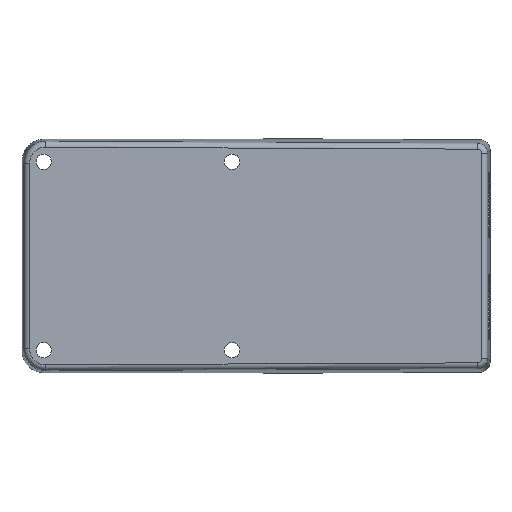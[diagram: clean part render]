
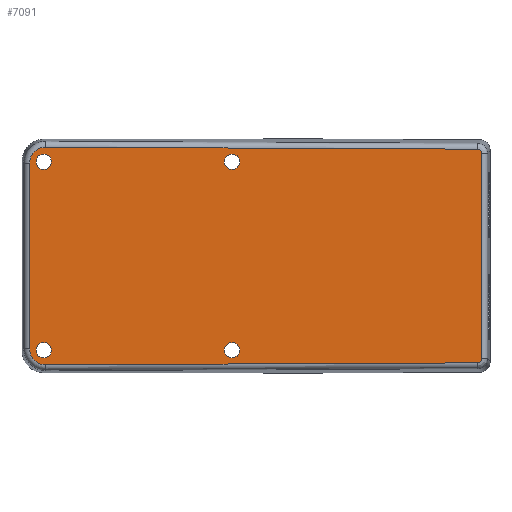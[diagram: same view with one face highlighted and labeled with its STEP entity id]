
A CAD part, front view. The second image highlights one B-rep face of the part: STEP entity #7091.
In plain terms, the highlighted planar face has unit normal (0, -1, 0).
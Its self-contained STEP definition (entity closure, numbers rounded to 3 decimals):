
#597=DIRECTION('',(0.,0.,-1.));
#598=VECTOR('',#597,64.128);
#599=CARTESIAN_POINT('',(-37.35,0.,32.064));
#600=LINE('',#599,#598);
#1890=DIRECTION('',(0.,0.,1.));
#1891=VECTOR('',#1890,70.748);
#1892=CARTESIAN_POINT('',(118.672,0.,
-35.374));
#1893=LINE('',#1892,#1891);
#1897=CARTESIAN_POINT('',(117.172,0.,
-35.374));
#1898=DIRECTION('',(0.,1.,0.));
#1899=DIRECTION('',(1.,0.,0.));
#1900=AXIS2_PLACEMENT_3D('',#1897,#1898,#1899);
#1905=DIRECTION('',(-1.,0.,-0.005));
#1906=VECTOR('',#1905,149.007);
#1907=CARTESIAN_POINT('',(117.179,0.,
-36.874));
#1908=LINE('',#1907,#1906);
#1912=CARTESIAN_POINT('',(-31.852,0.,
-32.065));
#1913=DIRECTION('',(0.,1.,0.));
#1914=DIRECTION('',(0.005,0.,-1.));
#1915=AXIS2_PLACEMENT_3D('',#1912,#1913,#1914);
#1920=CARTESIAN_POINT('',(-31.852,0.,
32.065));
#1921=DIRECTION('',(0.,1.,0.));
#1922=DIRECTION('',(-1.,0.,0.));
#1923=AXIS2_PLACEMENT_3D('',#1920,#1921,#1922);
#1928=DIRECTION('',(1.,0.,-0.005));
#1929=VECTOR('',#1928,149.007);
#1930=CARTESIAN_POINT('',(-31.826,0.,
37.562));
#1931=LINE('',#1930,#1929);
#1935=CARTESIAN_POINT('',(117.172,0.,35.374));
#1936=DIRECTION('',(0.,1.,0.));
#1937=DIRECTION('',(0.005,0.,1.));
#1938=AXIS2_PLACEMENT_3D('',#1935,#1936,#1937);
#1943=CARTESIAN_POINT('',(32.5,0.,32.5));
#1944=DIRECTION('',(0.,-1.,0.));
#1945=DIRECTION('',(-1.,0.,0.));
#1946=AXIS2_PLACEMENT_3D('',#1943,#1944,#1945);
#1951=CARTESIAN_POINT('',(32.5,0.,32.5));
#1952=DIRECTION('',(0.,-1.,0.));
#1953=DIRECTION('',(1.,0.,0.));
#1954=AXIS2_PLACEMENT_3D('',#1951,#1952,#1953);
#1959=CARTESIAN_POINT('',(32.5,0.,-32.5));
#1960=DIRECTION('',(0.,-1.,0.));
#1961=DIRECTION('',(1.,0.,0.));
#1962=AXIS2_PLACEMENT_3D('',#1959,#1960,#1961);
#1967=CARTESIAN_POINT('',(32.5,0.,-32.5));
#1968=DIRECTION('',(0.,-1.,0.));
#1969=DIRECTION('',(-1.,0.,0.));
#1970=AXIS2_PLACEMENT_3D('',#1967,#1968,#1969);
#1975=CARTESIAN_POINT('',(-32.5,0.,32.5));
#1976=DIRECTION('',(0.,-1.,0.));
#1977=DIRECTION('',(-1.,0.,0.));
#1978=AXIS2_PLACEMENT_3D('',#1975,#1976,#1977);
#1983=CARTESIAN_POINT('',(-32.5,0.,32.5));
#1984=DIRECTION('',(0.,-1.,0.));
#1985=DIRECTION('',(1.,0.,0.));
#1986=AXIS2_PLACEMENT_3D('',#1983,#1984,#1985);
#1991=CARTESIAN_POINT('',(-32.5,0.,-32.5));
#1992=DIRECTION('',(0.,-1.,0.));
#1993=DIRECTION('',(1.,0.,0.));
#1994=AXIS2_PLACEMENT_3D('',#1991,#1992,#1993);
#1999=CARTESIAN_POINT('',(-32.5,0.,-32.5));
#2000=DIRECTION('',(0.,-1.,0.));
#2001=DIRECTION('',(-1.,0.,0.));
#2002=AXIS2_PLACEMENT_3D('',#1999,#2000,#2001);
#4829=CARTESIAN_POINT('',(-31.826,0.,
-37.562));
#4830=VERTEX_POINT('',#4829);
#4831=CARTESIAN_POINT('',(117.179,0.,
-36.874));
#4832=VERTEX_POINT('',#4831);
#4834=CARTESIAN_POINT('',(-37.35,0.,
-32.064));
#4835=VERTEX_POINT('',#4834);
#5049=CARTESIAN_POINT('',(118.672,0.,
-35.374));
#5050=VERTEX_POINT('',#5049);
#5051=CARTESIAN_POINT('',(118.672,0.,35.374));
#5052=VERTEX_POINT('',#5051);
#5057=CARTESIAN_POINT('',(117.179,0.,36.874));
#5058=VERTEX_POINT('',#5057);
#5059=CARTESIAN_POINT('',(-31.826,0.,
37.562));
#5060=VERTEX_POINT('',#5059);
#5061=CARTESIAN_POINT('',(-37.35,0.,
32.064));
#5062=VERTEX_POINT('',#5061);
#5063=CARTESIAN_POINT('',(29.85,0.,32.5));
#5064=CARTESIAN_POINT('',(35.15,0.,32.5));
#5065=VERTEX_POINT('',#5063);
#5066=VERTEX_POINT('',#5064);
#5067=CARTESIAN_POINT('',(35.15,0.,-32.5));
#5068=CARTESIAN_POINT('',(29.85,0.,-32.5));
#5069=VERTEX_POINT('',#5067);
#5070=VERTEX_POINT('',#5068);
#5071=CARTESIAN_POINT('',(-35.15,0.,32.5));
#5072=CARTESIAN_POINT('',(-29.85,0.,32.5));
#5073=VERTEX_POINT('',#5071);
#5074=VERTEX_POINT('',#5072);
#5075=CARTESIAN_POINT('',(-29.85,0.,-32.5));
#5076=CARTESIAN_POINT('',(-35.15,0.,-32.5));
#5077=VERTEX_POINT('',#5075);
#5078=VERTEX_POINT('',#5076);
#7050=CARTESIAN_POINT('',(-40.,0.,-40.25));
#7051=DIRECTION('',(0.,-1.,0.));
#7052=DIRECTION('',(1.,0.,0.));
#7053=AXIS2_PLACEMENT_3D('',#7050,#7051,#7052);
#7054=PLANE('',#7053);
#7055=ORIENTED_EDGE('',*,*,#5606,.T.);
#7056=ORIENTED_EDGE('',*,*,#5621,.T.);
#7057=ORIENTED_EDGE('',*,*,#5636,.T.);
#7058=ORIENTED_EDGE('',*,*,#5677,.F.);
#7059=ORIENTED_EDGE('',*,*,#5692,.T.);
#7061=ORIENTED_EDGE('',*,*,#7060,.T.);
#7063=ORIENTED_EDGE('',*,*,#7062,.T.);
#7064=ORIENTED_EDGE('',*,*,#7043,.F.);
#7065=EDGE_LOOP('',(#7055,#7056,#7057,#7058,#7059,#7061,#7063,#7064));
#7066=FACE_OUTER_BOUND('',#7065,.F.);
#7068=ORIENTED_EDGE('',*,*,#7067,.T.);
#7070=ORIENTED_EDGE('',*,*,#7069,.T.);
#7071=EDGE_LOOP('',(#7068,#7070));
#7072=FACE_BOUND('',#7071,.F.);
#7074=ORIENTED_EDGE('',*,*,#7073,.T.);
#7076=ORIENTED_EDGE('',*,*,#7075,.T.);
#7077=EDGE_LOOP('',(#7074,#7076));
#7078=FACE_BOUND('',#7077,.F.);
#7080=ORIENTED_EDGE('',*,*,#7079,.T.);
#7082=ORIENTED_EDGE('',*,*,#7081,.T.);
#7083=EDGE_LOOP('',(#7080,#7082));
#7084=FACE_BOUND('',#7083,.F.);
#7086=ORIENTED_EDGE('',*,*,#7085,.T.);
#7088=ORIENTED_EDGE('',*,*,#7087,.T.);
#7089=EDGE_LOOP('',(#7086,#7088));
#7090=FACE_BOUND('',#7089,.F.);
#7091=ADVANCED_FACE('',(#7066,#7072,#7078,#7084,#7090),#7054,.T.);
#1901=CIRCLE('',#1900,1.5);
#1916=CIRCLE('',#1915,5.497);
#1924=CIRCLE('',#1923,5.497);
#1939=CIRCLE('',#1938,1.5);
#1947=CIRCLE('',#1946,2.65);
#1955=CIRCLE('',#1954,2.65);
#1963=CIRCLE('',#1962,2.65);
#1971=CIRCLE('',#1970,2.65);
#1979=CIRCLE('',#1978,2.65);
#1987=CIRCLE('',#1986,2.65);
#1995=CIRCLE('',#1994,2.65);
#2003=CIRCLE('',#2002,2.65);
#5606=EDGE_CURVE('',#5050,#4832,#1901,.T.);
#5621=EDGE_CURVE('',#4832,#4830,#1908,.T.);
#5636=EDGE_CURVE('',#4830,#4835,#1916,.T.);
#5677=EDGE_CURVE('',#5062,#4835,#600,.T.);
#5692=EDGE_CURVE('',#5062,#5060,#1924,.T.);
#7043=EDGE_CURVE('',#5050,#5052,#1893,.T.);
#7060=EDGE_CURVE('',#5060,#5058,#1931,.T.);
#7062=EDGE_CURVE('',#5058,#5052,#1939,.T.);
#7067=EDGE_CURVE('',#5065,#5066,#1947,.T.);
#7069=EDGE_CURVE('',#5066,#5065,#1955,.T.);
#7073=EDGE_CURVE('',#5069,#5070,#1963,.T.);
#7075=EDGE_CURVE('',#5070,#5069,#1971,.T.);
#7079=EDGE_CURVE('',#5073,#5074,#1979,.T.);
#7081=EDGE_CURVE('',#5074,#5073,#1987,.T.);
#7085=EDGE_CURVE('',#5077,#5078,#1995,.T.);
#7087=EDGE_CURVE('',#5078,#5077,#2003,.T.);
